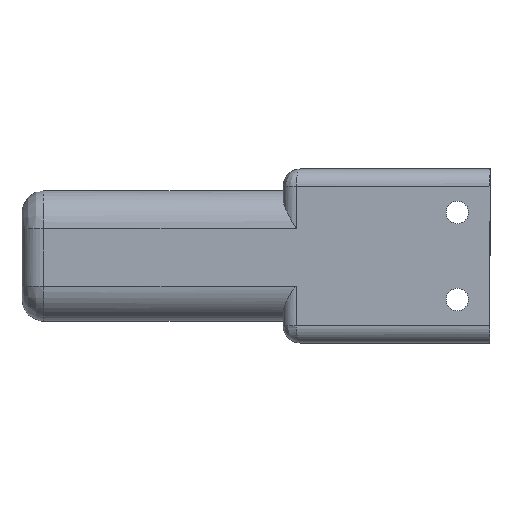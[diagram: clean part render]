
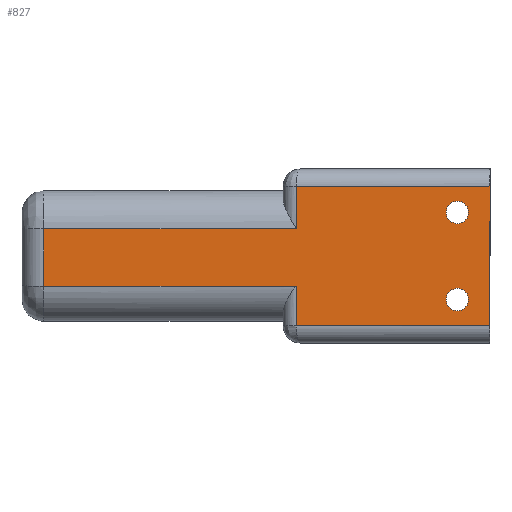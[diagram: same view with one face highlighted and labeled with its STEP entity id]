
A CAD part, front view. The second image highlights one B-rep face of the part: STEP entity #827.
In plain terms, the highlighted planar face has unit normal (0, -1, 0).
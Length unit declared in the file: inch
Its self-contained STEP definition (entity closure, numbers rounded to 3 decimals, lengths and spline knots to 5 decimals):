
#27=FACE_BOUND('',#299,.T.);
#28=FACE_BOUND('',#300,.T.);
#48=PLANE('',#923);
#56=LINE('',#1270,#117);
#77=LINE('',#1448,#138);
#89=LINE('',#1500,#150);
#97=LINE('',#1573,#158);
#102=LINE('',#1748,#163);
#103=LINE('',#1750,#164);
#109=LINE('',#1761,#170);
#110=LINE('',#1763,#171);
#117=VECTOR('',#956,0.3937);
#138=VECTOR('',#1023,0.3937);
#150=VECTOR('',#1069,0.3937);
#158=VECTOR('',#1095,0.3937);
#163=VECTOR('',#1120,0.3937);
#164=VECTOR('',#1123,0.3937);
#170=VECTOR('',#1139,0.3937);
#171=VECTOR('',#1142,0.3937);
#253=FACE_OUTER_BOUND('',#298,.T.);
#298=EDGE_LOOP('',(#737,#738,#739,#740,#741,#742,#743,#744));
#299=EDGE_LOOP('',(#745));
#300=EDGE_LOOP('',(#746));
#330=CIRCLE('',#890,0.128);
#334=CIRCLE('',#896,0.128);
#359=VERTEX_POINT('',#1253);
#363=VERTEX_POINT('',#1268);
#382=VERTEX_POINT('',#1387);
#390=VERTEX_POINT('',#1447);
#399=VERTEX_POINT('',#1473);
#403=VERTEX_POINT('',#1485);
#405=VERTEX_POINT('',#1491);
#415=VERTEX_POINT('',#1572);
#420=VERTEX_POINT('',#1639);
#424=VERTEX_POINT('',#1693);
#437=EDGE_CURVE('',#363,#359,#56,.T.);
#479=EDGE_CURVE('',#382,#390,#77,.T.);
#492=EDGE_CURVE('',#399,#399,#330,.T.);
#498=EDGE_CURVE('',#403,#403,#334,.T.);
#501=EDGE_CURVE('',#405,#382,#89,.T.);
#515=EDGE_CURVE('',#359,#415,#97,.T.);
#533=EDGE_CURVE('',#405,#420,#102,.T.);
#534=EDGE_CURVE('',#424,#420,#103,.T.);
#540=EDGE_CURVE('',#424,#415,#109,.T.);
#541=EDGE_CURVE('',#390,#363,#110,.T.);
#737=ORIENTED_EDGE('',*,*,#437,.F.);
#738=ORIENTED_EDGE('',*,*,#541,.F.);
#739=ORIENTED_EDGE('',*,*,#479,.F.);
#740=ORIENTED_EDGE('',*,*,#501,.F.);
#741=ORIENTED_EDGE('',*,*,#533,.T.);
#742=ORIENTED_EDGE('',*,*,#534,.F.);
#743=ORIENTED_EDGE('',*,*,#540,.T.);
#744=ORIENTED_EDGE('',*,*,#515,.F.);
#745=ORIENTED_EDGE('',*,*,#492,.T.);
#746=ORIENTED_EDGE('',*,*,#498,.T.);
#827=ADVANCED_FACE('',(#253,#27,#28),#48,.T.);
#890=AXIS2_PLACEMENT_3D('',#1475,#1050,#1051);
#896=AXIS2_PLACEMENT_3D('',#1487,#1064,#1065);
#923=AXIS2_PLACEMENT_3D('',#1762,#1140,#1141);
#956=DIRECTION('',(-1.,0.,0.));
#1023=DIRECTION('',(1.,0.,0.));
#1050=DIRECTION('center_axis',(0.,1.,0.));
#1051=DIRECTION('ref_axis',(0.,0.,1.));
#1064=DIRECTION('center_axis',(0.,1.,0.));
#1065=DIRECTION('ref_axis',(0.,0.,1.));
#1069=DIRECTION('',(0.,0.,1.));
#1095=DIRECTION('',(0.,0.,1.));
#1120=DIRECTION('',(-1.,0.,0.));
#1123=DIRECTION('',(0.,0.,1.));
#1139=DIRECTION('',(1.,0.,0.));
#1140=DIRECTION('center_axis',(0.,-1.,0.));
#1141=DIRECTION('ref_axis',(1.,0.,0.));
#1142=DIRECTION('',(0.,0.,-1.));
#1253=CARTESIAN_POINT('',(-4.7307,5.75953,0.23));
#1268=CARTESIAN_POINT('',(-2.5057,5.75953,0.23));
#1270=CARTESIAN_POINT('',(-2.97991,5.75953,0.23));
#1387=CARTESIAN_POINT('',(-4.7307,5.75953,1.83));
#1447=CARTESIAN_POINT('',(-2.5057,5.75953,1.83));
#1448=CARTESIAN_POINT('',(-2.97991,5.75953,1.83));
#1473=CARTESIAN_POINT('',(-2.8807,5.75953,1.402));
#1475=CARTESIAN_POINT('Origin',(-2.8807,5.75953,1.53));
#1485=CARTESIAN_POINT('',(-2.8807,5.75953,0.402));
#1487=CARTESIAN_POINT('Origin',(-2.8807,5.75953,0.53));
#1491=CARTESIAN_POINT('',(-4.7307,5.75953,1.3425));
#1500=CARTESIAN_POINT('',(-4.7307,5.75953,1.265));
#1572=CARTESIAN_POINT('',(-4.7307,5.75953,0.68143));
#1573=CARTESIAN_POINT('',(-4.7307,5.75953,1.265));
#1639=CARTESIAN_POINT('',(-7.6307,5.75953,1.3425));
#1693=CARTESIAN_POINT('',(-7.6307,5.75953,0.68143));
#1748=CARTESIAN_POINT('',(-7.8807,5.75953,1.3425));
#1750=CARTESIAN_POINT('',(-7.6307,5.75953,0.515));
#1761=CARTESIAN_POINT('',(-7.8807,5.75953,0.68143));
#1762=CARTESIAN_POINT('Origin',(-3.5307,5.75953,0.));
#1763=CARTESIAN_POINT('',(-2.5057,5.75953,1.265));
